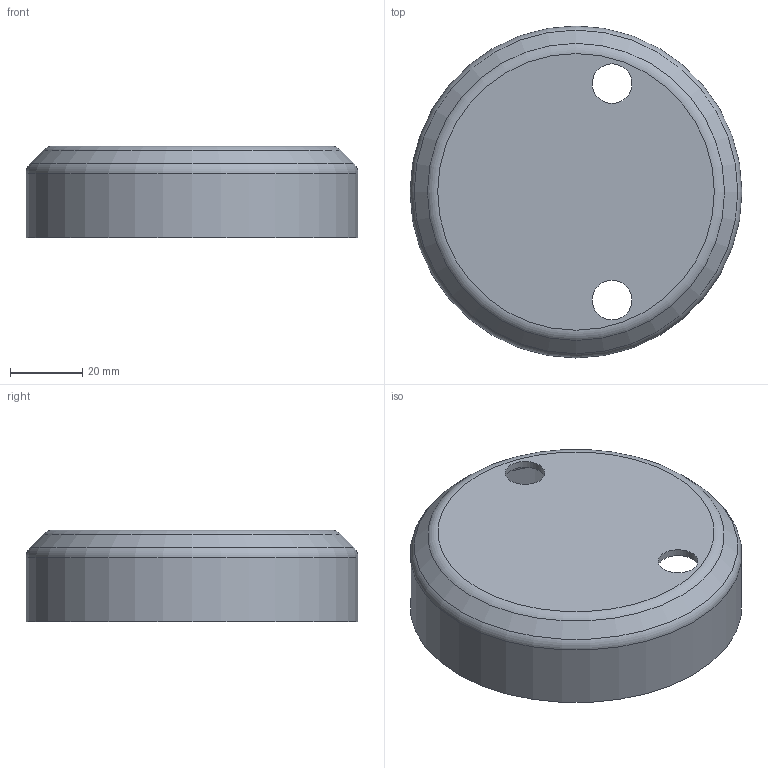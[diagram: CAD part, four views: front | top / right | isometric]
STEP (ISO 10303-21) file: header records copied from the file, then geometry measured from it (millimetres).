
FILE_DESCRIPTION(/* description */ ('CAx-IF Rec.Pracs.---Representation and Presentation of Product Manufacturing Information (PMI)---4.0---2014-10-13','CAx-IF Rec.Pracs.---3D Tessellated Geometry---0.4---2014-09-14','2;1'),/* implementation_level */ '2;1');
FILE_NAME(/* name */ '002540_A_1-Fischer Cap v2',/* time_stamp */ '2023-12-24T12:02:10+01:00',/* author */ (''),/* organization */ (''),/* preprocessor_version */ 'ST-DEVELOPER v18.102',/* originating_system */ 'SIEMENS PLM Software NX2206.1700',/* authorisation */ $);
FILE_SCHEMA (('AP242_MANAGED_MODEL_BASED_3D_ENGINEERING_MIM_LF { 1 0 10303 442 3 1 4 }'));
Length unit declared in the file: millimetre
Products named in the file (1): 002540_A_1-Fischer Cap v2
Bounding box: 92 x 92 x 25.5 mm (x, y, z)
Volume: 23072 mm3; surface area: 25006.8 mm2
Topology: 1 solids, 1 shells, 15 faces, 34 edges, 23 vertices
Faces by surface type: cylinder 5, plane 4, torus 4, cone 2
Full cylindrical faces by diameter (mm): 11 x2, 88 x1, 90.117 x1, 92 x1
Entity records: 534 total; most frequent: DIRECTION 106, CARTESIAN_POINT 77, AXIS2_PLACEMENT_3D 53, ORIENTED_EDGE 32, EDGE_LOOP 32, FACE_BOUND 32, CIRCLE 21, EDGE_CURVE 16
